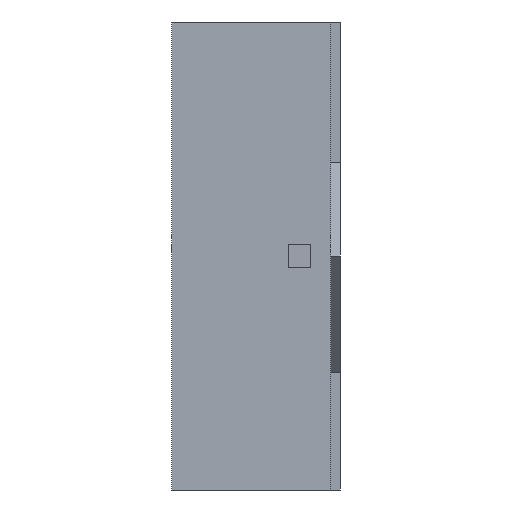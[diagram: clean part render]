
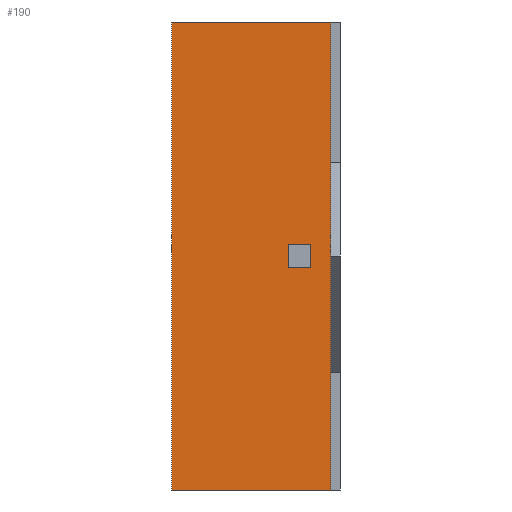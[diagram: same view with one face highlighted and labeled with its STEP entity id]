
A CAD part, left-side view. The second image highlights one B-rep face of the part: STEP entity #190.
In plain terms, the highlighted planar face has unit normal (-1, 0, 0).
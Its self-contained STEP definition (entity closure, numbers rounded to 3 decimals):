
#22 = ORIENTED_EDGE ( 'NONE', *, *, #1656, .T. ) ;
#99 = DIRECTION ( 'NONE',  ( 0., 1., 0. ) ) ;
#190 = ADVANCED_FACE ( 'NONE', ( #3817, #4480 ), #4283, .T. ) ;
#381 = VECTOR ( 'NONE', #3153, 1000. ) ;
#415 = EDGE_CURVE ( 'NONE', #6230, #5495, #5547, .T. ) ;
#438 = CARTESIAN_POINT ( 'NONE',  ( -0.5, 0., -0.5 ) ) ;
#452 = LINE ( 'NONE', #1304, #1650 ) ;
#486 = LINE ( 'NONE', #5490, #3052 ) ;
#501 = ORIENTED_EDGE ( 'NONE', *, *, #2062, .T. ) ;
#658 = EDGE_CURVE ( 'NONE', #1715, #5334, #486, .T. ) ;
#702 = LINE ( 'NONE', #1144, #5541 ) ;
#730 = VERTEX_POINT ( 'NONE', #890 ) ;
#764 = LINE ( 'NONE', #1670, #3184 ) ;
#800 = CARTESIAN_POINT ( 'NONE',  ( -0.5, 0.34, 0.5 ) ) ;
#890 = CARTESIAN_POINT ( 'NONE',  ( -0.5, 0.09, 0.025 ) ) ;
#921 = VERTEX_POINT ( 'NONE', #1558 ) ;
#1144 = CARTESIAN_POINT ( 'NONE',  ( -0.5, 0.043, -0.5 ) ) ;
#1190 = EDGE_CURVE ( 'NONE', #730, #921, #1897, .T. ) ;
#1304 = CARTESIAN_POINT ( 'NONE',  ( -0.5, 0.09, -0.5 ) ) ;
#1558 = CARTESIAN_POINT ( 'NONE',  ( -0.5, 0.043, 0.025 ) ) ;
#1589 = CARTESIAN_POINT ( 'NONE',  ( -0.5, 0.34, 0. ) ) ;
#1594 = EDGE_CURVE ( 'NONE', #1715, #2346, #4388, .T. ) ;
#1650 = VECTOR ( 'NONE', #1781, 1000. ) ;
#1656 = EDGE_CURVE ( 'NONE', #5369, #2346, #764, .T. ) ;
#1670 = CARTESIAN_POINT ( 'NONE',  ( -0.5, 0., 0.5 ) ) ;
#1715 = VERTEX_POINT ( 'NONE', #2938 ) ;
#1781 = DIRECTION ( 'NONE',  ( 0., 0., 1. ) ) ;
#1897 = LINE ( 'NONE', #3306, #5603 ) ;
#2062 = EDGE_CURVE ( 'NONE', #5334, #5369, #3781, .T. ) ;
#2346 = VERTEX_POINT ( 'NONE', #800 ) ;
#2530 = EDGE_CURVE ( 'NONE', #921, #6230, #702, .T. ) ;
#2595 = DIRECTION ( 'NONE',  ( 0., -1., 0. ) ) ;
#2699 = CARTESIAN_POINT ( 'NONE',  ( -0.5, 0.043, -0.025 ) ) ;
#2788 = CARTESIAN_POINT ( 'NONE',  ( -0.5, 0., -0.5 ) ) ;
#2791 = EDGE_LOOP ( 'NONE', ( #3687, #3016, #3068, #6095 ) ) ;
#2864 = DIRECTION ( 'NONE',  ( 0., 0., 1. ) ) ;
#2938 = CARTESIAN_POINT ( 'NONE',  ( -0.5, 0.34, -0.5 ) ) ;
#3016 = ORIENTED_EDGE ( 'NONE', *, *, #5237, .T. ) ;
#3052 = VECTOR ( 'NONE', #2595, 1000. ) ;
#3068 = ORIENTED_EDGE ( 'NONE', *, *, #1190, .T. ) ;
#3107 = EDGE_LOOP ( 'NONE', ( #5640, #501, #22, #4484 ) ) ;
#3108 = VECTOR ( 'NONE', #5479, 1000. ) ;
#3132 = VECTOR ( 'NONE', #99, 1000. ) ;
#3153 = DIRECTION ( 'NONE',  ( 0., 0., 1. ) ) ;
#3184 = VECTOR ( 'NONE', #5548, 1000. ) ;
#3306 = CARTESIAN_POINT ( 'NONE',  ( -0.5, 0., 0.025 ) ) ;
#3352 = DIRECTION ( 'NONE',  ( -1., 0., 0. ) ) ;
#3687 = ORIENTED_EDGE ( 'NONE', *, *, #415, .T. ) ;
#3781 = LINE ( 'NONE', #5558, #381 ) ;
#3810 = DIRECTION ( 'NONE',  ( 0., -1., 0. ) ) ;
#3817 = FACE_BOUND ( 'NONE', #2791, .T. ) ;
#4045 = DIRECTION ( 'NONE',  ( 0., 0., -1. ) ) ;
#4283 = PLANE ( 'NONE',  #5396 ) ;
#4388 = LINE ( 'NONE', #1589, #3108 ) ;
#4480 = FACE_OUTER_BOUND ( 'NONE', #3107, .T. ) ;
#4484 = ORIENTED_EDGE ( 'NONE', *, *, #1594, .F. ) ;
#4770 = CARTESIAN_POINT ( 'NONE',  ( -0.5, 0.09, -0.025 ) ) ;
#5222 = CARTESIAN_POINT ( 'NONE',  ( -0.5, 0., 0.5 ) ) ;
#5237 = EDGE_CURVE ( 'NONE', #5495, #730, #452, .T. ) ;
#5334 = VERTEX_POINT ( 'NONE', #2788 ) ;
#5369 = VERTEX_POINT ( 'NONE', #5222 ) ;
#5396 = AXIS2_PLACEMENT_3D ( 'NONE', #438, #3352, #2864 ) ;
#5479 = DIRECTION ( 'NONE',  ( 0., 0., 1. ) ) ;
#5490 = CARTESIAN_POINT ( 'NONE',  ( -0.5, 0., -0.5 ) ) ;
#5495 = VERTEX_POINT ( 'NONE', #4770 ) ;
#5541 = VECTOR ( 'NONE', #4045, 1000. ) ;
#5547 = LINE ( 'NONE', #5868, #3132 ) ;
#5548 = DIRECTION ( 'NONE',  ( 0., 1., 0. ) ) ;
#5558 = CARTESIAN_POINT ( 'NONE',  ( -0.5, 0., -0.5 ) ) ;
#5603 = VECTOR ( 'NONE', #3810, 1000. ) ;
#5640 = ORIENTED_EDGE ( 'NONE', *, *, #658, .T. ) ;
#5868 = CARTESIAN_POINT ( 'NONE',  ( -0.5, 0., -0.025 ) ) ;
#6095 = ORIENTED_EDGE ( 'NONE', *, *, #2530, .T. ) ;
#6230 = VERTEX_POINT ( 'NONE', #2699 ) ;
